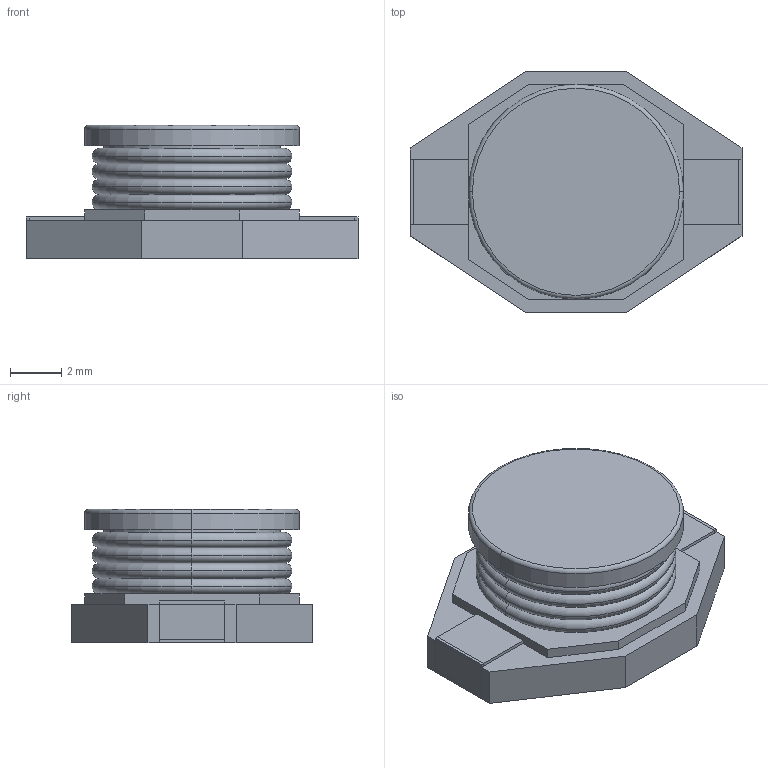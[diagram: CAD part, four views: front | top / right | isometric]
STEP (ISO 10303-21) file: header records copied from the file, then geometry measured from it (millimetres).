
FILE_DESCRIPTION((''),'2;1');
FILE_NAME('IND_COILLCRAFT_DO3316.stp','2009-07-08T15:59:22',(''),(''),'Mechanical Desktop 2006','Mechanical Desktop 2006',', , ');
FILE_SCHEMA(('AUTOMOTIVE_DESIGN { 1 2 10303 214 0 1 1 1 }'));
Length unit declared in the file: millimetre
Products named in the file (1): Product
Bounding box: 12.95 x 9.4 x 5.2 mm (x, y, z)
Volume: 332.4 mm3; surface area: 889.6 mm2
Topology: 14 solids, 14 shells, 94 faces, 204 edges, 130 vertices
Faces by surface type: plane 52, bspline 20, torus 18, cylinder 4
Entity records: 2583 total; most frequent: CARTESIAN_POINT 489, ORIENTED_EDGE 408, DIRECTION 398, EDGE_CURVE 204, VECTOR 160, LINE 160, VERTEX_POINT 130, AXIS2_PLACEMENT_3D 119
